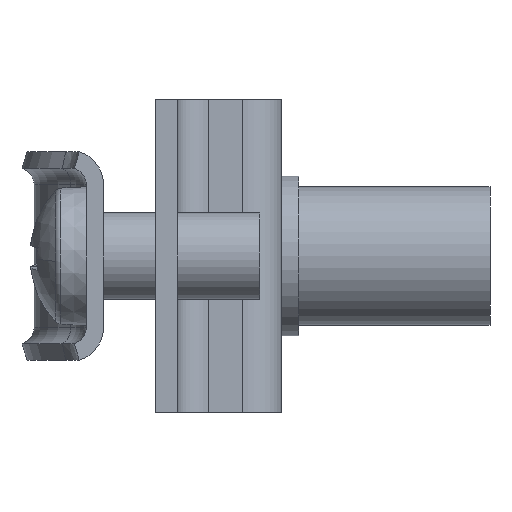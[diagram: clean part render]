
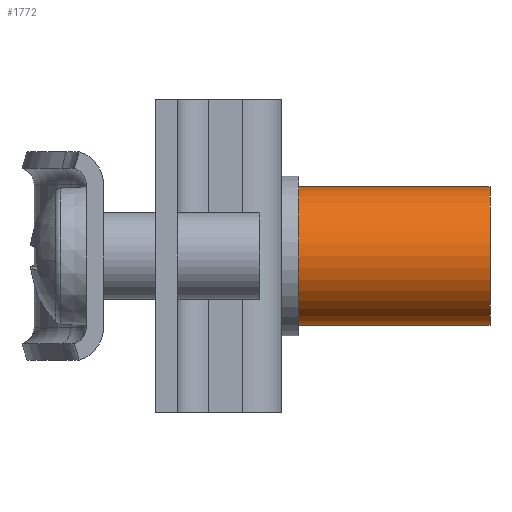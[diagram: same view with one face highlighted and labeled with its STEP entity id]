
A CAD part, left-side view. The second image highlights one B-rep face of the part: STEP entity #1772.
In plain terms, the highlighted cylindrical face has radius 4 mm (diameter 8 mm), a partial arc.
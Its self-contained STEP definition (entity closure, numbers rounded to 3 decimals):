
#38 = CARTESIAN_POINT ( 'NONE',  ( 0., 12., 0. ) ) ;
#102 = DIRECTION ( 'NONE',  ( 0., -1., 0. ) ) ;
#322 = DIRECTION ( 'NONE',  ( 0., 0., -1. ) ) ;
#552 = CARTESIAN_POINT ( 'NONE',  ( 0., 1., -4. ) ) ;
#606 = CARTESIAN_POINT ( 'NONE',  ( 0., 12., -4. ) ) ;
#685 = DIRECTION ( 'NONE',  ( 0., -1., 0. ) ) ;
#726 = VECTOR ( 'NONE', #685, 1000. ) ;
#980 = CARTESIAN_POINT ( 'NONE',  ( 0., 1., 4. ) ) ;
#1091 = CARTESIAN_POINT ( 'NONE',  ( 0., 12., 4. ) ) ;
#1243 = CARTESIAN_POINT ( 'NONE',  ( 0., 1., 0. ) ) ;
#1248 = DIRECTION ( 'NONE',  ( 0., 1., 0. ) ) ;
#1263 = DIRECTION ( 'NONE',  ( 0., 0., 1. ) ) ;
#1339 = CYLINDRICAL_SURFACE ( 'NONE', #2141, 4. ) ;
#1426 = LINE ( 'NONE', #3212, #726 ) ;
#1502 = FACE_OUTER_BOUND ( 'NONE', #2437, .T. ) ;
#1608 = VERTEX_POINT ( 'NONE', #606 ) ;
#1712 = EDGE_CURVE ( 'NONE', #2516, #2803, #2844, .T. ) ;
#1768 = EDGE_CURVE ( 'NONE', #1608, #3197, #1426, .T. ) ;
#1772 = ADVANCED_FACE ( 'NONE', ( #1502 ), #1339, .T. ) ;
#1781 = ORIENTED_EDGE ( 'NONE', *, *, #2928, .F. ) ;
#1782 = ORIENTED_EDGE ( 'NONE', *, *, #1712, .T. ) ;
#1819 = ORIENTED_EDGE ( 'NONE', *, *, #2816, .T. ) ;
#1824 = ORIENTED_EDGE ( 'NONE', *, *, #1768, .F. ) ;
#1854 = AXIS2_PLACEMENT_3D ( 'NONE', #2283, #2297, #2310 ) ;
#2141 = AXIS2_PLACEMENT_3D ( 'NONE', #38, #102, #322 ) ;
#2182 = CIRCLE ( 'NONE', #1854, 4. ) ;
#2283 = CARTESIAN_POINT ( 'NONE',  ( 0., 12., 0. ) ) ;
#2297 = DIRECTION ( 'NONE',  ( 0., 1., 0. ) ) ;
#2310 = DIRECTION ( 'NONE',  ( 0., 0., 1. ) ) ;
#2363 = DIRECTION ( 'NONE',  ( 0., -1., 0. ) ) ;
#2437 = EDGE_LOOP ( 'NONE', ( #1781, #1782, #1819, #1824 ) ) ;
#2516 = VERTEX_POINT ( 'NONE', #2897 ) ;
#2803 = VERTEX_POINT ( 'NONE', #980 ) ;
#2816 = EDGE_CURVE ( 'NONE', #2803, #3197, #3066, .T. ) ;
#2844 = LINE ( 'NONE', #1091, #2992 ) ;
#2886 = AXIS2_PLACEMENT_3D ( 'NONE', #1243, #1248, #1263 ) ;
#2897 = CARTESIAN_POINT ( 'NONE',  ( 0., 12., 4. ) ) ;
#2928 = EDGE_CURVE ( 'NONE', #2516, #1608, #2182, .T. ) ;
#2992 = VECTOR ( 'NONE', #2363, 1000. ) ;
#3066 = CIRCLE ( 'NONE', #2886, 4. ) ;
#3197 = VERTEX_POINT ( 'NONE', #552 ) ;
#3212 = CARTESIAN_POINT ( 'NONE',  ( 0., 12., -4. ) ) ;
